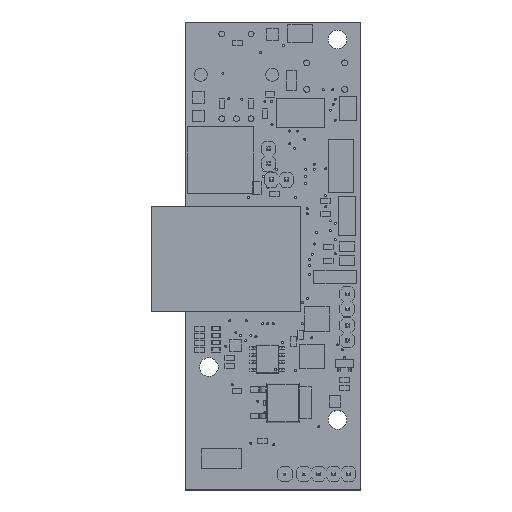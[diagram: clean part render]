
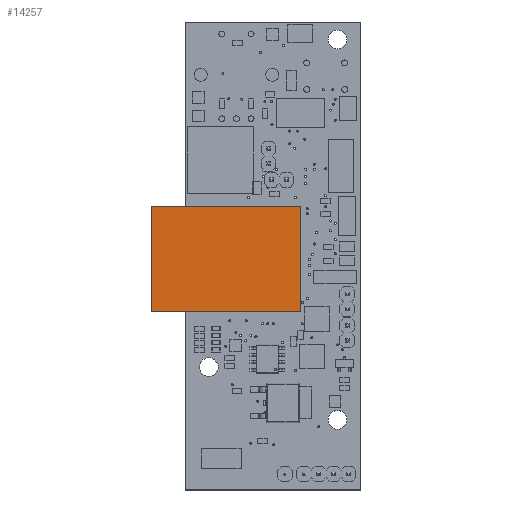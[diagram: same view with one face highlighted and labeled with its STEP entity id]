
A CAD part, top view. The second image highlights one B-rep face of the part: STEP entity #14257.
In plain terms, the highlighted planar face has unit normal (0, 0, 1).
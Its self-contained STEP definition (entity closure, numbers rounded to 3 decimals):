
#1161=PLANE('',#15756);
#1883=FACE_OUTER_BOUND('',#2931,.T.);
#2931=EDGE_LOOP('',(#12436,#12437,#12438,#12439));
#4208=LINE('',#23108,#5607);
#4211=LINE('',#23114,#5610);
#4214=LINE('',#23120,#5613);
#4217=LINE('',#23124,#5616);
#5607=VECTOR('',#19233,10.);
#5610=VECTOR('',#19238,10.);
#5613=VECTOR('',#19243,10.);
#5616=VECTOR('',#19248,10.);
#7277=VERTEX_POINT('',#23105);
#7278=VERTEX_POINT('',#23107);
#7280=VERTEX_POINT('',#23113);
#7282=VERTEX_POINT('',#23119);
#9014=EDGE_CURVE('',#7278,#7277,#4208,.T.);
#9017=EDGE_CURVE('',#7280,#7278,#4211,.T.);
#9020=EDGE_CURVE('',#7282,#7280,#4214,.T.);
#9023=EDGE_CURVE('',#7277,#7282,#4217,.T.);
#12436=ORIENTED_EDGE('',*,*,#9023,.T.);
#12437=ORIENTED_EDGE('',*,*,#9020,.T.);
#12438=ORIENTED_EDGE('',*,*,#9017,.T.);
#12439=ORIENTED_EDGE('',*,*,#9014,.T.);
#14257=ADVANCED_FACE('',(#1883),#1161,.T.);
#15756=AXIS2_PLACEMENT_3D('',#23125,#19249,#19250);
#19233=DIRECTION('',(-1.,0.,0.));
#19238=DIRECTION('',(0.,1.,0.));
#19243=DIRECTION('',(1.,0.,0.));
#19248=DIRECTION('',(0.,-1.,0.));
#19249=DIRECTION('center_axis',(0.,0.,1.));
#19250=DIRECTION('ref_axis',(1.,0.,0.));
#23105=CARTESIAN_POINT('',(-9.,14.5,0.1));
#23107=CARTESIAN_POINT('',(9.,14.5,0.1));
#23108=CARTESIAN_POINT('',(9.,14.5,0.1));
#23113=CARTESIAN_POINT('',(9.,-11.,0.1));
#23114=CARTESIAN_POINT('',(9.,-11.,0.1));
#23119=CARTESIAN_POINT('',(-9.,-11.,0.1));
#23120=CARTESIAN_POINT('',(-9.,-11.,0.1));
#23124=CARTESIAN_POINT('',(-9.,14.5,0.1));
#23125=CARTESIAN_POINT('Origin',(0.,1.75,0.1));
